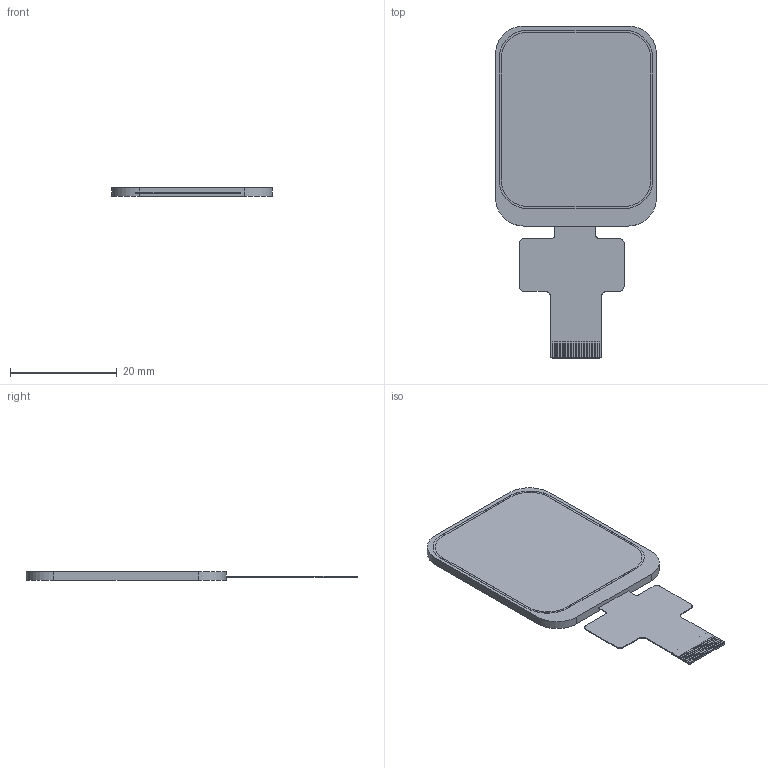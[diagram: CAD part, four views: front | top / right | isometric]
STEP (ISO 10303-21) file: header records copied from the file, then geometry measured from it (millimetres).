
FILE_DESCRIPTION((''),'2;1');
FILE_NAME('P169H002','2022-03-28T15:05:42',('Administrator'),(''),'CREO PARAMETRIC BY PTC INC, 2018500','CREO PARAMETRIC BY PTC INC, 2018500','');
FILE_SCHEMA(('CONFIG_CONTROL_DESIGN','SHAPE_APPEARANCE_LAYERS_GROUPS'));
Length unit declared in the file: millimetre
Products named in the file (1): P169H002
Bounding box: 30.07 x 62.1 x 1.56 mm (x, y, z)
Volume: 1744.4 mm3; surface area: 3084.4 mm2
Topology: 1 solids, 1 shells, 143 faces, 881 edges, 763 vertices
Faces by surface type: plane 121, cylinder 22
Entity records: 10356 total; most frequent: CARTESIAN_POINT 1265, DIRECTION 1213, PRESENTATION_STYLE_ASSIGNMENT 903, STYLED_ITEM 883, CURVE_STYLE 882, VECTOR 837, LINE 837, ORIENTED_EDGE 720
